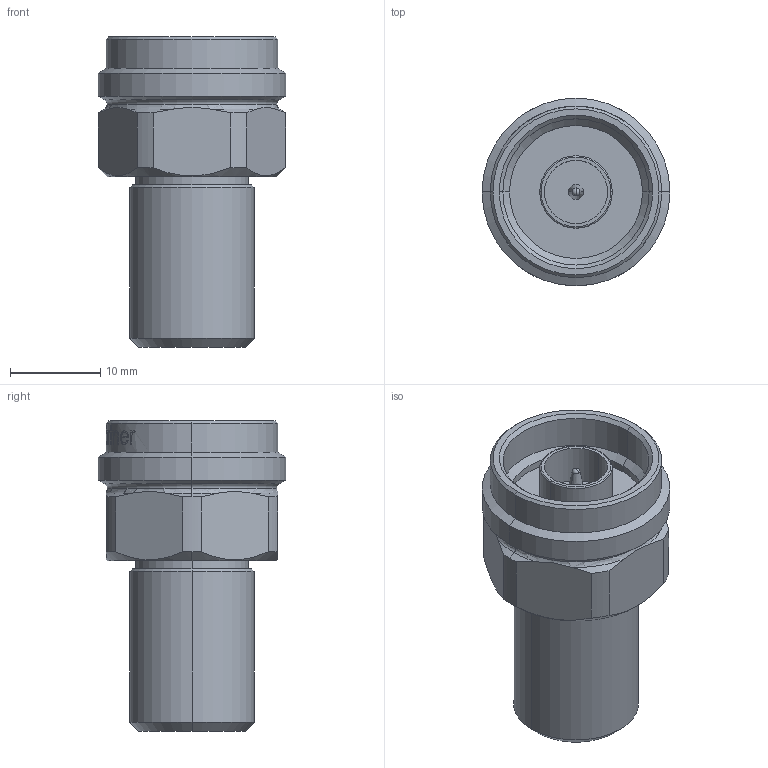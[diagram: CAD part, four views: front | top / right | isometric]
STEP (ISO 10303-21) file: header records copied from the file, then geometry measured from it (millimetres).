
FILE_DESCRIPTION (( 'STEP AP214' ), '1' );
FILE_NAME ('J01026A0012.STEP', '2013-08-07T11:43:46', ( 'Wartung1' ), ( '' ), 'SwSTEP 2.0', 'SolidWorks 2013', '' );
FILE_SCHEMA (( 'AUTOMOTIVE_DESIGN' ));
Length unit declared in the file: millimetre
Products named in the file (1): J01026A0012
Bounding box: 20.8 x 20.8 x 34.4 mm (x, y, z)
Volume: 6443.9 mm3; surface area: 2933.6 mm2
Topology: 1 solids, 1 shells, 235 faces, 595 edges, 387 vertices
Faces by surface type: bspline 83, plane 72, cylinder 45, cone 27, torus 6, sphere 2
Entity records: 17557 total; most frequent: CARTESIAN_POINT 9983, ORIENTED_EDGE 1190, DIRECTION 766, EDGE_CURVE 595, VERTEX_POINT 387, AXIS2_PLACEMENT_3D 305, B_SPLINE_CURVE_WITH_KNOTS 287, EDGE_LOOP 260
